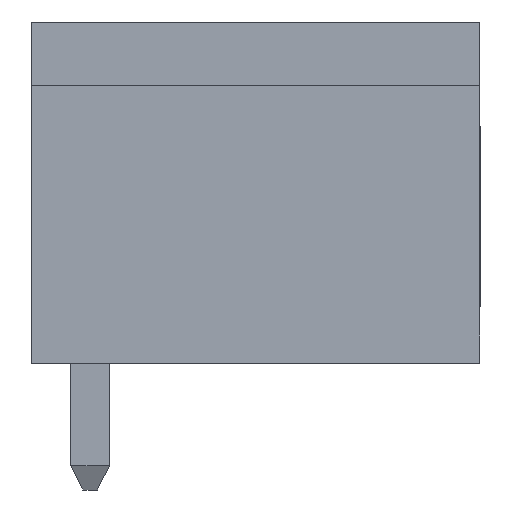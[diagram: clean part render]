
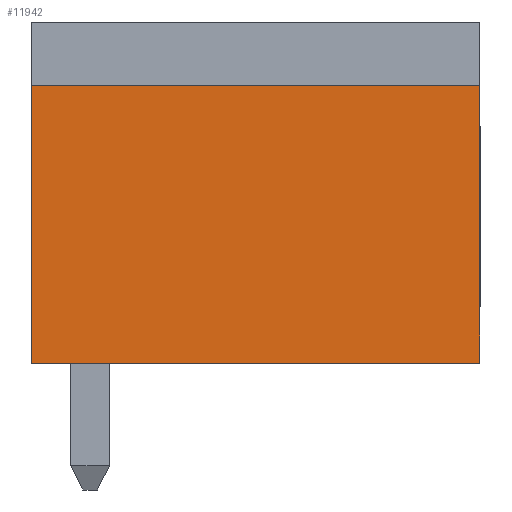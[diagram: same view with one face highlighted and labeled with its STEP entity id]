
A CAD part, left-side view. The second image highlights one B-rep face of the part: STEP entity #11942.
In plain terms, the highlighted planar face has unit normal (-1, 0, 0).
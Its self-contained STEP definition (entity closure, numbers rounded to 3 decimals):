
#2894=ORIENTED_EDGE('',*,*,#4985,.F.);
#2895=ORIENTED_EDGE('',*,*,#5082,.F.);
#2896=ORIENTED_EDGE('',*,*,#4958,.F.);
#2897=ORIENTED_EDGE('',*,*,#4900,.F.);
#4900=EDGE_CURVE('',#6254,#6255,#7660,.T.);
#4958=EDGE_CURVE('',#6255,#6306,#7706,.T.);
#4985=EDGE_CURVE('',#6326,#6254,#7729,.T.);
#5082=EDGE_CURVE('',#6306,#6326,#7823,.T.);
#6254=VERTEX_POINT('',#18294);
#6255=VERTEX_POINT('',#18296);
#6306=VERTEX_POINT('',#18409);
#6326=VERTEX_POINT('',#18460);
#7660=LINE('',#18295,#9174);
#7706=LINE('',#18408,#9220);
#7729=LINE('',#18461,#9243);
#7823=LINE('',#18656,#9337);
#9174=VECTOR('',#14903,1000.);
#9220=VECTOR('',#14981,1000.);
#9243=VECTOR('',#15022,1000.);
#9337=VECTOR('',#15218,1000.);
#10160=EDGE_LOOP('',(#2894,#2895,#2896,#2897));
#10823=FACE_BOUND('',#10160,.T.);
#11386=PLANE('',#12692);
#11942=ADVANCED_FACE('',(#10823),#11386,.F.);
#12692=AXIS2_PLACEMENT_3D('',#18657,#15219,#15220);
#14903=DIRECTION('',(0.,1.,0.));
#14981=DIRECTION('',(0.,0.,1.));
#15022=DIRECTION('',(0.,0.,-1.));
#15218=DIRECTION('',(0.,-1.,0.));
#15219=DIRECTION('',(1.,0.,0.));
#15220=DIRECTION('',(0.,0.,-1.));
#18294=CARTESIAN_POINT('',(-20.335,0.,-3.5));
#18295=CARTESIAN_POINT('',(-20.335,0.,-3.5));
#18296=CARTESIAN_POINT('',(-20.335,9.2,-3.5));
#18408=CARTESIAN_POINT('',(-20.335,9.2,-3.5));
#18409=CARTESIAN_POINT('',(-20.335,9.2,2.2));
#18460=CARTESIAN_POINT('',(-20.335,0.,2.2));
#18461=CARTESIAN_POINT('',(-20.335,0.,2.2));
#18656=CARTESIAN_POINT('',(-20.335,9.2,2.2));
#18657=CARTESIAN_POINT('',(-20.335,0.,0.));
